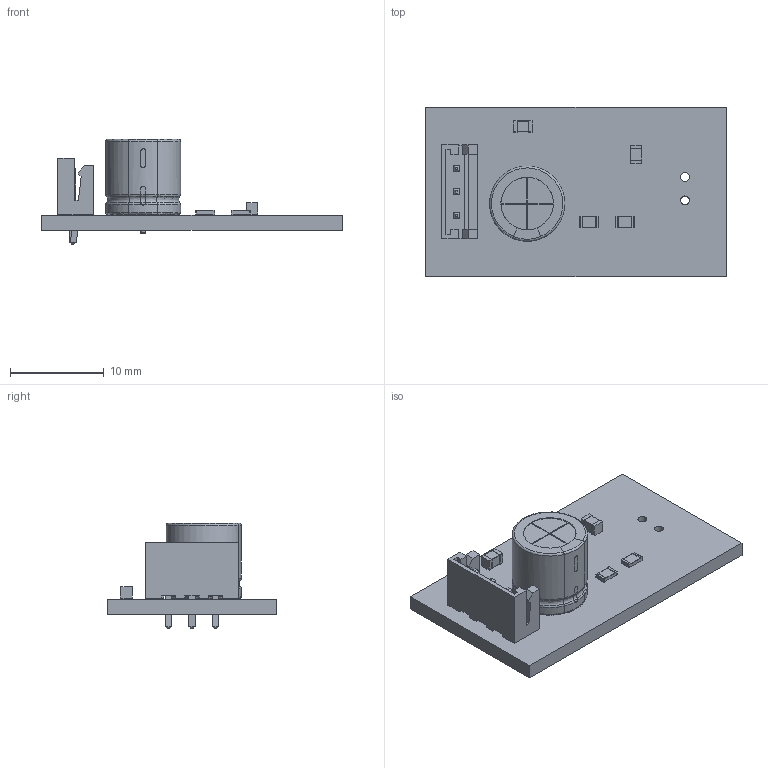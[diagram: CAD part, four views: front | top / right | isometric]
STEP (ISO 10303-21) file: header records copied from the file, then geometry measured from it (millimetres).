
FILE_DESCRIPTION(('KiCad electronic assembly'),'2;1');
FILE_NAME('analogfrequencymoisture.step','2023-03-04T00:34:22',('Pcbnew' ),('Kicad'),'Open CASCADE STEP processor 7.6', 'KiCad to STEP converter','Unknown');
FILE_SCHEMA(('AUTOMOTIVE_DESIGN { 1 0 10303 214 1 1 1 1 }'));
Length unit declared in the file: millimetre
Products named in the file (10): analogfrequencymoisture 1; R_0805_2012Metric; SOLID; C_0805_2012Metric; JST_EH_B3B-EH-A_1x03_P2.50mm_Vertical; CP_Radial_D8.0mm_P2.50mm; analogfrequencymoisture PCB
Assembly tree (11 placements, depth 3):
  analogfrequencymoisture 1
    R_0805_2012Metric  x2
      SOLID
    C_0805_2012Metric  x2
      SOLID
    JST_EH_B3B-EH-A_1x03_P2.50mm_Vertical
      SOLID
    CP_Radial_D8.0mm_P2.50mm
      SOLID
    analogfrequencymoisture PCB
Bounding box: 32 x 18 x 11.2 mm (x, y, z)
Volume: 1408.7 mm3; surface area: 2077.6 mm2
Topology: 7 solids, 8 shells, 279 faces, 715 edges, 465 vertices
Faces by surface type: plane 201, cylinder 62, bspline 8, revolution 6, torus 2
Full cylindrical faces by diameter (mm): 0.5 x2, 0.8 x2, 0.95 x5
Entity records: 17638 total; most frequent: CARTESIAN_POINT 4375, DIRECTION 2153, LINE 1453, VECTOR 1453, ORIENTED_EDGE 1150, PCURVE 1150, DEFINITIONAL_REPRESENTATION 1150, EDGE_CURVE 575
